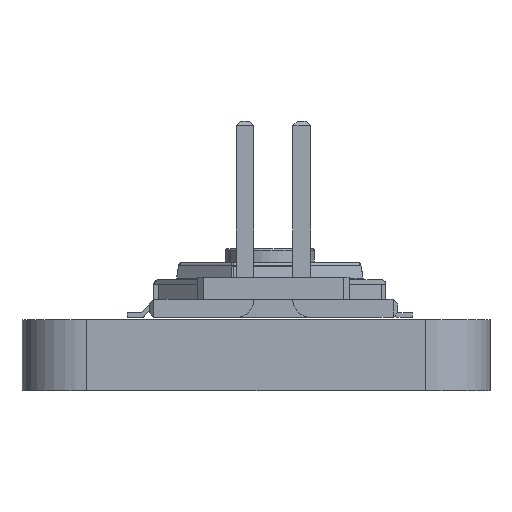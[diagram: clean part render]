
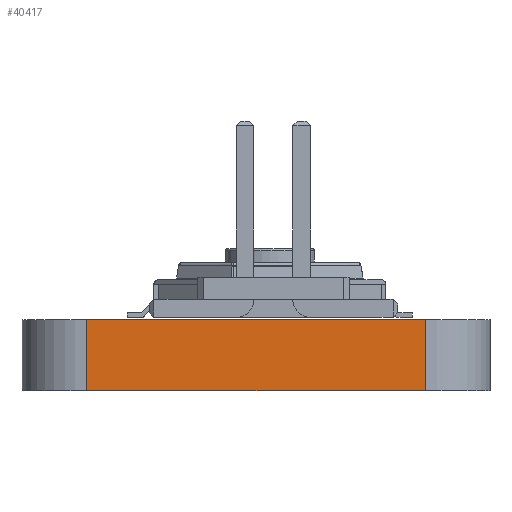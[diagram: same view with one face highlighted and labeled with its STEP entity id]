
A CAD part, left-side view. The second image highlights one B-rep face of the part: STEP entity #40417.
In plain terms, the highlighted planar face has unit normal (-1, 0, 0).
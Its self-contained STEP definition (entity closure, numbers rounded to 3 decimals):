
#39855 = PLANE('',#39856);
#39856 = AXIS2_PLACEMENT_3D('',#39857,#39858,#39859);
#39857 = CARTESIAN_POINT('',(154.085,-106.42,1.6));
#39858 = DIRECTION('',(0.,0.,1.));
#39859 = DIRECTION('',(1.,0.,-0.));
#39883 = CYLINDRICAL_SURFACE('',#39884,1.45);
#39884 = AXIS2_PLACEMENT_3D('',#39885,#39886,#39887);
#39885 = CARTESIAN_POINT('',(141.48,-102.62,0.));
#39886 = DIRECTION('',(-0.,-0.,-1.));
#39887 = DIRECTION('',(1.,0.,-0.));
#39909 = PLANE('',#39910);
#39910 = AXIS2_PLACEMENT_3D('',#39911,#39912,#39913);
#39911 = CARTESIAN_POINT('',(154.085,-106.42,0.));
#39912 = DIRECTION('',(0.,0.,1.));
#39913 = DIRECTION('',(1.,0.,-0.));
#40004 = VERTEX_POINT('',#40005);
#40005 = CARTESIAN_POINT('',(140.03,-102.62,1.6));
#40027 = EDGE_CURVE('',#40028,#40004,#40030,.T.);
#40028 = VERTEX_POINT('',#40029);
#40029 = CARTESIAN_POINT('',(140.03,-102.62,0.));
#40030 = SURFACE_CURVE('',#40031,(#40035,#40042),.PCURVE_S1.);
#40031 = LINE('',#40032,#40033);
#40032 = CARTESIAN_POINT('',(140.03,-102.62,0.));
#40033 = VECTOR('',#40034,1.);
#40034 = DIRECTION('',(0.,0.,1.));
#40035 = PCURVE('',#39883,#40036);
#40036 = DEFINITIONAL_REPRESENTATION('',(#40037),#40041);
#40037 = LINE('',#40038,#40039);
#40038 = CARTESIAN_POINT('',(-3.142,0.));
#40039 = VECTOR('',#40040,1.);
#40040 = DIRECTION('',(-0.,-1.));
#40041 = ( GEOMETRIC_REPRESENTATION_CONTEXT(2) 
PARAMETRIC_REPRESENTATION_CONTEXT() REPRESENTATION_CONTEXT('2D SPACE',''
  ) );
#40042 = PCURVE('',#40043,#40048);
#40043 = PLANE('',#40044);
#40044 = AXIS2_PLACEMENT_3D('',#40045,#40046,#40047);
#40045 = CARTESIAN_POINT('',(140.03,-102.62,0.));
#40046 = DIRECTION('',(1.,0.,-0.));
#40047 = DIRECTION('',(0.,-1.,0.));
#40048 = DEFINITIONAL_REPRESENTATION('',(#40049),#40053);
#40049 = LINE('',#40050,#40051);
#40050 = CARTESIAN_POINT('',(0.,0.));
#40051 = VECTOR('',#40052,1.);
#40052 = DIRECTION('',(0.,-1.));
#40053 = ( GEOMETRIC_REPRESENTATION_CONTEXT(2) 
PARAMETRIC_REPRESENTATION_CONTEXT() REPRESENTATION_CONTEXT('2D SPACE',''
  ) );
#40082 = EDGE_CURVE('',#40028,#40083,#40085,.T.);
#40083 = VERTEX_POINT('',#40084);
#40084 = CARTESIAN_POINT('',(140.03,-110.22,0.));
#40085 = SURFACE_CURVE('',#40086,(#40090,#40097),.PCURVE_S1.);
#40086 = LINE('',#40087,#40088);
#40087 = CARTESIAN_POINT('',(140.03,-102.62,0.));
#40088 = VECTOR('',#40089,1.);
#40089 = DIRECTION('',(0.,-1.,0.));
#40090 = PCURVE('',#39909,#40091);
#40091 = DEFINITIONAL_REPRESENTATION('',(#40092),#40096);
#40092 = LINE('',#40093,#40094);
#40093 = CARTESIAN_POINT('',(-14.055,3.8));
#40094 = VECTOR('',#40095,1.);
#40095 = DIRECTION('',(0.,-1.));
#40096 = ( GEOMETRIC_REPRESENTATION_CONTEXT(2) 
PARAMETRIC_REPRESENTATION_CONTEXT() REPRESENTATION_CONTEXT('2D SPACE',''
  ) );
#40097 = PCURVE('',#40043,#40098);
#40098 = DEFINITIONAL_REPRESENTATION('',(#40099),#40103);
#40099 = LINE('',#40100,#40101);
#40100 = CARTESIAN_POINT('',(0.,0.));
#40101 = VECTOR('',#40102,1.);
#40102 = DIRECTION('',(1.,0.));
#40103 = ( GEOMETRIC_REPRESENTATION_CONTEXT(2) 
PARAMETRIC_REPRESENTATION_CONTEXT() REPRESENTATION_CONTEXT('2D SPACE',''
  ) );
#40122 = CYLINDRICAL_SURFACE('',#40123,1.45);
#40123 = AXIS2_PLACEMENT_3D('',#40124,#40125,#40126);
#40124 = CARTESIAN_POINT('',(141.48,-110.22,0.));
#40125 = DIRECTION('',(-0.,-0.,-1.));
#40126 = DIRECTION('',(1.,0.,-0.));
#40249 = EDGE_CURVE('',#40004,#40250,#40252,.T.);
#40250 = VERTEX_POINT('',#40251);
#40251 = CARTESIAN_POINT('',(140.03,-110.22,1.6));
#40252 = SURFACE_CURVE('',#40253,(#40257,#40264),.PCURVE_S1.);
#40253 = LINE('',#40254,#40255);
#40254 = CARTESIAN_POINT('',(140.03,-102.62,1.6));
#40255 = VECTOR('',#40256,1.);
#40256 = DIRECTION('',(0.,-1.,0.));
#40257 = PCURVE('',#39855,#40258);
#40258 = DEFINITIONAL_REPRESENTATION('',(#40259),#40263);
#40259 = LINE('',#40260,#40261);
#40260 = CARTESIAN_POINT('',(-14.055,3.8));
#40261 = VECTOR('',#40262,1.);
#40262 = DIRECTION('',(0.,-1.));
#40263 = ( GEOMETRIC_REPRESENTATION_CONTEXT(2) 
PARAMETRIC_REPRESENTATION_CONTEXT() REPRESENTATION_CONTEXT('2D SPACE',''
  ) );
#40264 = PCURVE('',#40043,#40265);
#40265 = DEFINITIONAL_REPRESENTATION('',(#40266),#40270);
#40266 = LINE('',#40267,#40268);
#40267 = CARTESIAN_POINT('',(0.,-1.6));
#40268 = VECTOR('',#40269,1.);
#40269 = DIRECTION('',(1.,0.));
#40270 = ( GEOMETRIC_REPRESENTATION_CONTEXT(2) 
PARAMETRIC_REPRESENTATION_CONTEXT() REPRESENTATION_CONTEXT('2D SPACE',''
  ) );
#40417 = ADVANCED_FACE('',(#40418),#40043,.F.);
#40418 = FACE_BOUND('',#40419,.F.);
#40419 = EDGE_LOOP('',(#40420,#40421,#40422,#40443));
#40420 = ORIENTED_EDGE('',*,*,#40027,.T.);
#40421 = ORIENTED_EDGE('',*,*,#40249,.T.);
#40422 = ORIENTED_EDGE('',*,*,#40423,.F.);
#40423 = EDGE_CURVE('',#40083,#40250,#40424,.T.);
#40424 = SURFACE_CURVE('',#40425,(#40429,#40436),.PCURVE_S1.);
#40425 = LINE('',#40426,#40427);
#40426 = CARTESIAN_POINT('',(140.03,-110.22,0.));
#40427 = VECTOR('',#40428,1.);
#40428 = DIRECTION('',(0.,0.,1.));
#40429 = PCURVE('',#40043,#40430);
#40430 = DEFINITIONAL_REPRESENTATION('',(#40431),#40435);
#40431 = LINE('',#40432,#40433);
#40432 = CARTESIAN_POINT('',(7.6,0.));
#40433 = VECTOR('',#40434,1.);
#40434 = DIRECTION('',(0.,-1.));
#40435 = ( GEOMETRIC_REPRESENTATION_CONTEXT(2) 
PARAMETRIC_REPRESENTATION_CONTEXT() REPRESENTATION_CONTEXT('2D SPACE',''
  ) );
#40436 = PCURVE('',#40122,#40437);
#40437 = DEFINITIONAL_REPRESENTATION('',(#40438),#40442);
#40438 = LINE('',#40439,#40440);
#40439 = CARTESIAN_POINT('',(-3.142,0.));
#40440 = VECTOR('',#40441,1.);
#40441 = DIRECTION('',(-0.,-1.));
#40442 = ( GEOMETRIC_REPRESENTATION_CONTEXT(2) 
PARAMETRIC_REPRESENTATION_CONTEXT() REPRESENTATION_CONTEXT('2D SPACE',''
  ) );
#40443 = ORIENTED_EDGE('',*,*,#40082,.F.);
